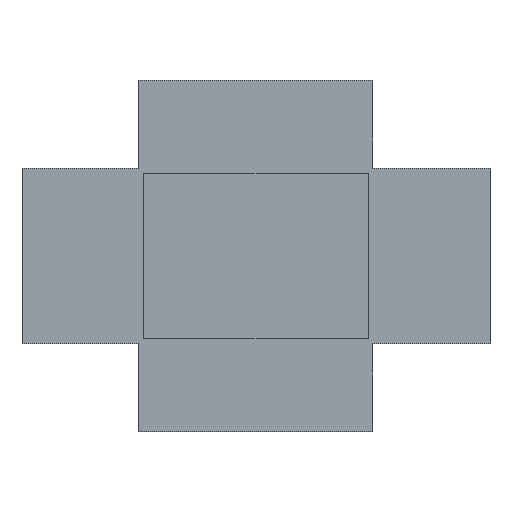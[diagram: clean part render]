
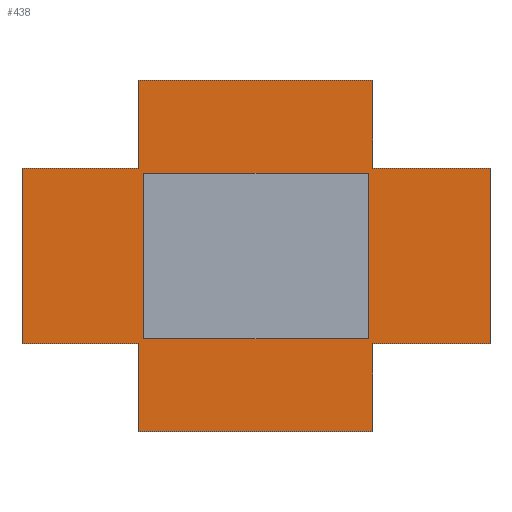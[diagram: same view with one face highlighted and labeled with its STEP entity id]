
A CAD part, top view. The second image highlights one B-rep face of the part: STEP entity #438.
In plain terms, the highlighted face is planar.
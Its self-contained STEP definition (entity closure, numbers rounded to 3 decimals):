
#19=FACE_BOUND('',#48,.T.);
#20=FACE_OUTER_BOUND('',#47,.T.);
#47=EDGE_LOOP('',(#291,#292,#293,#294,#295,#296,#297,#298,#299,#300,#301,
#302));
#48=EDGE_LOOP('',(#303,#304,#305,#306));
#75=LINE('',#633,#135);
#76=LINE('',#635,#136);
#77=LINE('',#637,#137);
#78=LINE('',#639,#138);
#79=LINE('',#641,#139);
#80=LINE('',#643,#140);
#81=LINE('',#645,#141);
#82=LINE('',#647,#142);
#83=LINE('',#649,#143);
#84=LINE('',#651,#144);
#85=LINE('',#653,#145);
#86=LINE('',#654,#146);
#87=LINE('',#657,#147);
#88=LINE('',#659,#148);
#89=LINE('',#661,#149);
#90=LINE('',#662,#150);
#135=VECTOR('',#514,45.);
#136=VECTOR('',#515,60.);
#137=VECTOR('',#516,90.);
#138=VECTOR('',#517,60.);
#139=VECTOR('',#518,45.);
#140=VECTOR('',#519,120.);
#141=VECTOR('',#520,45.);
#142=VECTOR('',#521,60.);
#143=VECTOR('',#522,90.);
#144=VECTOR('',#523,60.);
#145=VECTOR('',#524,45.);
#146=VECTOR('',#525,120.);
#147=VECTOR('',#526,115.);
#148=VECTOR('',#527,85.);
#149=VECTOR('',#528,115.);
#150=VECTOR('',#529,85.);
#195=VERTEX_POINT('',#631);
#196=VERTEX_POINT('',#632);
#197=VERTEX_POINT('',#634);
#198=VERTEX_POINT('',#636);
#199=VERTEX_POINT('',#638);
#200=VERTEX_POINT('',#640);
#201=VERTEX_POINT('',#642);
#202=VERTEX_POINT('',#644);
#203=VERTEX_POINT('',#646);
#204=VERTEX_POINT('',#648);
#205=VERTEX_POINT('',#650);
#206=VERTEX_POINT('',#652);
#207=VERTEX_POINT('',#655);
#208=VERTEX_POINT('',#656);
#209=VERTEX_POINT('',#658);
#210=VERTEX_POINT('',#660);
#231=EDGE_CURVE('',#195,#196,#75,.T.);
#232=EDGE_CURVE('',#195,#197,#76,.T.);
#233=EDGE_CURVE('',#198,#197,#77,.T.);
#234=EDGE_CURVE('',#199,#198,#78,.T.);
#235=EDGE_CURVE('',#199,#200,#79,.T.);
#236=EDGE_CURVE('',#200,#201,#80,.T.);
#237=EDGE_CURVE('',#202,#201,#81,.T.);
#238=EDGE_CURVE('',#202,#203,#82,.T.);
#239=EDGE_CURVE('',#204,#203,#83,.T.);
#240=EDGE_CURVE('',#205,#204,#84,.T.);
#241=EDGE_CURVE('',#205,#206,#85,.T.);
#242=EDGE_CURVE('',#196,#206,#86,.T.);
#243=EDGE_CURVE('',#207,#208,#87,.T.);
#244=EDGE_CURVE('',#209,#207,#88,.T.);
#245=EDGE_CURVE('',#210,#209,#89,.T.);
#246=EDGE_CURVE('',#208,#210,#90,.T.);
#291=ORIENTED_EDGE('',*,*,#231,.F.);
#292=ORIENTED_EDGE('',*,*,#232,.T.);
#293=ORIENTED_EDGE('',*,*,#233,.F.);
#294=ORIENTED_EDGE('',*,*,#234,.F.);
#295=ORIENTED_EDGE('',*,*,#235,.T.);
#296=ORIENTED_EDGE('',*,*,#236,.T.);
#297=ORIENTED_EDGE('',*,*,#237,.F.);
#298=ORIENTED_EDGE('',*,*,#238,.T.);
#299=ORIENTED_EDGE('',*,*,#239,.F.);
#300=ORIENTED_EDGE('',*,*,#240,.F.);
#301=ORIENTED_EDGE('',*,*,#241,.T.);
#302=ORIENTED_EDGE('',*,*,#242,.F.);
#303=ORIENTED_EDGE('',*,*,#243,.F.);
#304=ORIENTED_EDGE('',*,*,#244,.F.);
#305=ORIENTED_EDGE('',*,*,#245,.F.);
#306=ORIENTED_EDGE('',*,*,#246,.F.);
#411=PLANE('',#480);
#438=ADVANCED_FACE('',(#20,#19),#411,.T.);
#480=AXIS2_PLACEMENT_3D('',#630,#512,#513);
#512=DIRECTION('center_axis',(0.,0.,-1.));
#513=DIRECTION('ref_axis',(-1.,0.,0.));
#514=DIRECTION('',(0.,1.,0.));
#515=DIRECTION('',(1.,0.,0.));
#516=DIRECTION('',(0.,1.,0.));
#517=DIRECTION('',(1.,0.,0.));
#518=DIRECTION('',(0.,-1.,0.));
#519=DIRECTION('',(-1.,0.,0.));
#520=DIRECTION('',(0.,-1.,0.));
#521=DIRECTION('',(-1.,0.,0.));
#522=DIRECTION('',(0.,-1.,0.));
#523=DIRECTION('',(-1.,0.,0.));
#524=DIRECTION('',(0.,1.,0.));
#525=DIRECTION('',(-1.,0.,0.));
#526=DIRECTION('',(1.,0.,0.));
#527=DIRECTION('',(0.,1.,0.));
#528=DIRECTION('',(-1.,0.,0.));
#529=DIRECTION('',(0.,-1.,0.));
#630=CARTESIAN_POINT('Origin',(0.,0.,0.));
#631=CARTESIAN_POINT('',(60.,45.,0.));
#632=CARTESIAN_POINT('',(60.,90.,0.));
#633=CARTESIAN_POINT('',(60.,45.,0.));
#634=CARTESIAN_POINT('',(120.,45.,0.));
#635=CARTESIAN_POINT('',(60.,45.,0.));
#636=CARTESIAN_POINT('',(120.,-45.,0.));
#637=CARTESIAN_POINT('',(120.,-45.,0.));
#638=CARTESIAN_POINT('',(60.,-45.,0.));
#639=CARTESIAN_POINT('',(60.,-45.,0.));
#640=CARTESIAN_POINT('',(60.,-90.,0.));
#641=CARTESIAN_POINT('',(60.,-45.,0.));
#642=CARTESIAN_POINT('',(-60.,-90.,0.));
#643=CARTESIAN_POINT('',(60.,-90.,0.));
#644=CARTESIAN_POINT('',(-60.,-45.,0.));
#645=CARTESIAN_POINT('',(-60.,-45.,0.));
#646=CARTESIAN_POINT('',(-120.,-45.,0.));
#647=CARTESIAN_POINT('',(-60.,-45.,0.));
#648=CARTESIAN_POINT('',(-120.,45.,0.));
#649=CARTESIAN_POINT('',(-120.,45.,0.));
#650=CARTESIAN_POINT('',(-60.,45.,0.));
#651=CARTESIAN_POINT('',(-60.,45.,0.));
#652=CARTESIAN_POINT('',(-60.,90.,0.));
#653=CARTESIAN_POINT('',(-60.,45.,0.));
#654=CARTESIAN_POINT('',(60.,90.,0.));
#655=CARTESIAN_POINT('',(-57.5,42.5,0.));
#656=CARTESIAN_POINT('',(57.5,42.5,0.));
#657=CARTESIAN_POINT('',(-57.5,42.5,0.));
#658=CARTESIAN_POINT('',(-57.5,-42.5,0.));
#659=CARTESIAN_POINT('',(-57.5,-42.5,0.));
#660=CARTESIAN_POINT('',(57.5,-42.5,0.));
#661=CARTESIAN_POINT('',(57.5,-42.5,0.));
#662=CARTESIAN_POINT('',(57.5,42.5,0.));
